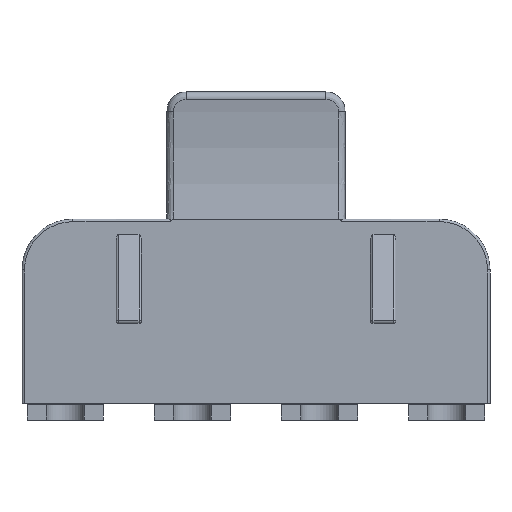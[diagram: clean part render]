
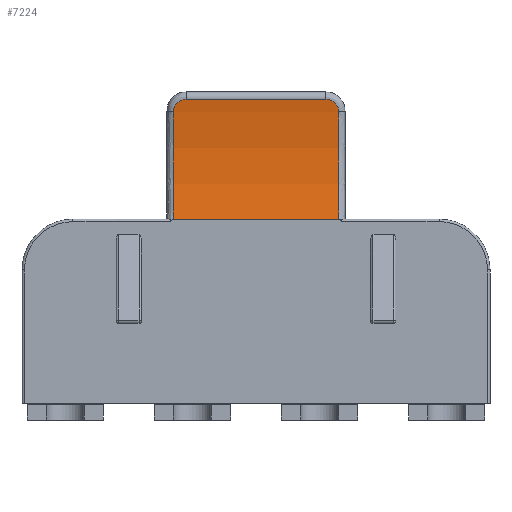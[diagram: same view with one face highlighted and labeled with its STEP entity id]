
A CAD part, front view. The second image highlights one B-rep face of the part: STEP entity #7224.
In plain terms, the highlighted cylindrical face has radius 25.974 mm (diameter 51.948 mm), a partial arc.
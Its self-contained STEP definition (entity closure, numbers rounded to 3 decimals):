
#69 = VERTEX_POINT ( 'NONE', #1866 ) ;
#203 = EDGE_LOOP ( 'NONE', ( #583, #622, #4943, #1897, #1734, #5499 ) ) ;
#229 = VERTEX_POINT ( 'NONE', #7265 ) ;
#287 = VECTOR ( 'NONE', #3477, 1000. ) ;
#339 = LINE ( 'NONE', #7239, #287 ) ;
#583 = ORIENTED_EDGE ( 'NONE', *, *, #3440, .F. ) ;
#622 = ORIENTED_EDGE ( 'NONE', *, *, #3898, .F. ) ;
#855 = EDGE_CURVE ( 'NONE', #69, #6001, #3654, .T. ) ;
#941 = CYLINDRICAL_SURFACE ( 'NONE', #1729, 25.974 ) ;
#989 = CARTESIAN_POINT ( 'NONE',  ( -2.712, 52.432, 92.884 ) ) ;
#1022 = CARTESIAN_POINT ( 'NONE',  ( -2.845, 52.432, 92.884 ) ) ;
#1051 = CARTESIAN_POINT ( 'NONE',  ( -2.977, 52.436, 92.857 ) ) ;
#1134 = CARTESIAN_POINT ( 'NONE',  ( -4.212, 26.836, 88.469 ) ) ;
#1419 = CARTESIAN_POINT ( 'NONE',  ( 9.288, 52.582, 91.903 ) ) ;
#1441 = CARTESIAN_POINT ( 'NONE',  ( 9.288, 52.565, 92.031 ) ) ;
#1451 = CARTESIAN_POINT ( 'NONE',  ( 9.261, 52.546, 92.16 ) ) ;
#1481 = CARTESIAN_POINT ( 'NONE',  ( 9.162, 52.512, 92.395 ) ) ;
#1498 = CARTESIAN_POINT ( 'NONE',  ( 9.088, 52.494, 92.504 ) ) ;
#1510 = CARTESIAN_POINT ( 'NONE',  ( 8.95, 52.473, 92.64 ) ) ;
#1525 = AXIS2_PLACEMENT_3D ( 'NONE', #3131, #6958, #2502 ) ;
#1532 = CARTESIAN_POINT ( 'NONE',  ( 8.899, 52.466, 92.682 ) ) ;
#1648 = CARTESIAN_POINT ( 'NONE',  ( -3.218, 52.453, 92.759 ) ) ;
#1685 = CARTESIAN_POINT ( 'NONE',  ( -3.329, 52.465, 92.685 ) ) ;
#1729 = AXIS2_PLACEMENT_3D ( 'NONE', #1134, #6340, #5328 ) ;
#1734 = ORIENTED_EDGE ( 'NONE', *, *, #3185, .F. ) ;
#1866 = CARTESIAN_POINT ( 'NONE',  ( 9.288, 52.582, 91.903 ) ) ;
#1897 = ORIENTED_EDGE ( 'NONE', *, *, #3285, .F. ) ;
#1958 = CARTESIAN_POINT ( 'NONE',  ( 8.79, 52.454, 92.753 ) ) ;
#1988 = CARTESIAN_POINT ( 'NONE',  ( -3.467, 52.487, 92.549 ) ) ;
#2017 = B_SPLINE_CURVE_WITH_KNOTS ( 'NONE', 3,
 ( #2620, #2113, #2081, #2041, #1958, #1532, #1510, #1498, #1481, #1451, #1441, #1419 ),
 .UNSPECIFIED., .F., .F.,
 ( 4, 2, 2, 2, 2, 4 ),
 ( 0., 0.25, 0.375, 0.5, 0.75, 1. ),
 .UNSPECIFIED. ) ;
#2041 = CARTESIAN_POINT ( 'NONE',  ( 8.733, 52.449, 92.784 ) ) ;
#2081 = CARTESIAN_POINT ( 'NONE',  ( 8.551, 52.436, 92.858 ) ) ;
#2113 = CARTESIAN_POINT ( 'NONE',  ( 8.419, 52.432, 92.884 ) ) ;
#2436 = CIRCLE ( 'NONE', #1525, 25.974 ) ;
#2502 = DIRECTION ( 'NONE',  ( 0., 0., -1. ) ) ;
#2585 = B_SPLINE_CURVE_WITH_KNOTS ( 'NONE', 3,
 ( #3192, #4587, #4029, #2641, #2614, #2586, #1988, #1685, #1648, #1051, #1022, #989 ),
 .UNSPECIFIED., .F., .F.,
 ( 4, 2, 2, 2, 2, 4 ),
 ( 0., 0.25, 0.375, 0.5, 0.75, 1. ),
 .UNSPECIFIED. ) ;
#2586 = CARTESIAN_POINT ( 'NONE',  ( -3.509, 52.495, 92.499 ) ) ;
#2614 = CARTESIAN_POINT ( 'NONE',  ( -3.581, 52.512, 92.392 ) ) ;
#2620 = CARTESIAN_POINT ( 'NONE',  ( 8.288, 52.432, 92.884 ) ) ;
#2641 = CARTESIAN_POINT ( 'NONE',  ( -3.612, 52.52, 92.336 ) ) ;
#2642 = DIRECTION ( 'NONE',  ( 0., 0., -1. ) ) ;
#2738 = EDGE_CURVE ( 'NONE', #2964, #7013, #2585, .T. ) ;
#2964 = VERTEX_POINT ( 'NONE', #7088 ) ;
#3131 = CARTESIAN_POINT ( 'NONE',  ( -3.712, 26.836, 88.469 ) ) ;
#3185 = EDGE_CURVE ( 'NONE', #7013, #4216, #3925, .T. ) ;
#3192 = CARTESIAN_POINT ( 'NONE',  ( -3.712, 52.582, 91.903 ) ) ;
#3207 = FACE_OUTER_BOUND ( 'NONE', #203, .T. ) ;
#3285 = EDGE_CURVE ( 'NONE', #4216, #69, #2017, .T. ) ;
#3427 = CARTESIAN_POINT ( 'NONE',  ( 9.288, 26.836, 88.469 ) ) ;
#3440 = EDGE_CURVE ( 'NONE', #229, #2964, #2436, .T. ) ;
#3477 = DIRECTION ( 'NONE',  ( -1., 0., 0. ) ) ;
#3654 = CIRCLE ( 'NONE', #6080, 25.974 ) ;
#3839 = VECTOR ( 'NONE', #4049, 1000. ) ;
#3898 = EDGE_CURVE ( 'NONE', #6001, #229, #339, .T. ) ;
#3925 = LINE ( 'NONE', #5764, #3839 ) ;
#4029 = CARTESIAN_POINT ( 'NONE',  ( -3.687, 52.547, 92.158 ) ) ;
#4049 = DIRECTION ( 'NONE',  ( 1., 0., 0. ) ) ;
#4216 = VERTEX_POINT ( 'NONE', #5521 ) ;
#4587 = CARTESIAN_POINT ( 'NONE',  ( -3.712, 52.565, 92.031 ) ) ;
#4943 = ORIENTED_EDGE ( 'NONE', *, *, #855, .F. ) ;
#5110 = CARTESIAN_POINT ( 'NONE',  ( -2.712, 52.432, 92.884 ) ) ;
#5328 = DIRECTION ( 'NONE',  ( 0., 0., -1. ) ) ;
#5499 = ORIENTED_EDGE ( 'NONE', *, *, #2738, .F. ) ;
#5521 = CARTESIAN_POINT ( 'NONE',  ( 8.288, 52.432, 92.884 ) ) ;
#5684 = CARTESIAN_POINT ( 'NONE',  ( 9.288, 52.324, 83.469 ) ) ;
#5764 = CARTESIAN_POINT ( 'NONE',  ( -4.212, 52.432, 92.884 ) ) ;
#6001 = VERTEX_POINT ( 'NONE', #5684 ) ;
#6080 = AXIS2_PLACEMENT_3D ( 'NONE', #3427, #6462, #2642 ) ;
#6340 = DIRECTION ( 'NONE',  ( 1., 0., 0. ) ) ;
#6462 = DIRECTION ( 'NONE',  ( -1., 0., 0. ) ) ;
#6958 = DIRECTION ( 'NONE',  ( 1., 0., 0. ) ) ;
#7013 = VERTEX_POINT ( 'NONE', #5110 ) ;
#7088 = CARTESIAN_POINT ( 'NONE',  ( -3.712, 52.582, 91.903 ) ) ;
#7224 = ADVANCED_FACE ( 'NONE', ( #3207 ), #941, .F. ) ;
#7239 = CARTESIAN_POINT ( 'NONE',  ( -4.212, 52.324, 83.469 ) ) ;
#7265 = CARTESIAN_POINT ( 'NONE',  ( -3.712, 52.324, 83.469 ) ) ;
